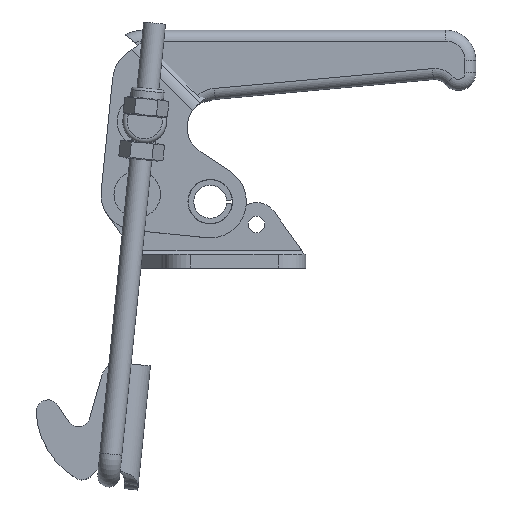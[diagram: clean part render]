
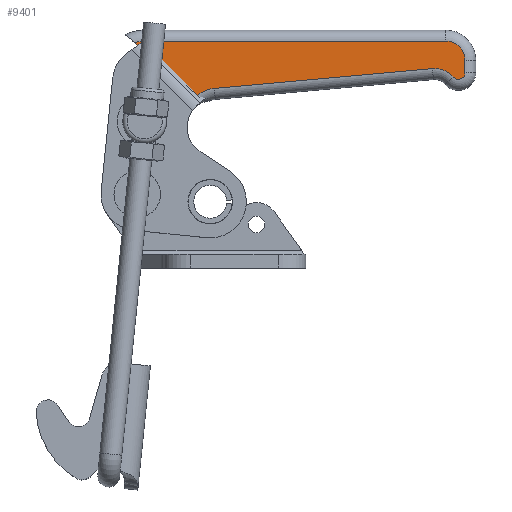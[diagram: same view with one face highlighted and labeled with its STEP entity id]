
A CAD part, top view. The second image highlights one B-rep face of the part: STEP entity #9401.
In plain terms, the highlighted planar face has unit normal (0, 0, 1).
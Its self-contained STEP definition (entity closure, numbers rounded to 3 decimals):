
#1500=LINE('',#15438,#11477);
#1504=LINE('',#15474,#11481);
#1508=LINE('',#15498,#11485);
#1511=LINE('',#15549,#11488);
#2348=VERTEX_POINT('',#15374);
#2349=VERTEX_POINT('',#15376);
#2360=VERTEX_POINT('',#15437);
#2364=VERTEX_POINT('',#15449);
#2368=VERTEX_POINT('',#15461);
#2372=VERTEX_POINT('',#15473);
#2376=VERTEX_POINT('',#15485);
#2380=VERTEX_POINT('',#15497);
#2384=VERTEX_POINT('',#15543);
#2964=CIRCLE('',#10639,5.8);
#2975=CIRCLE('',#10656,4.5);
#2981=CIRCLE('',#10664,1.2);
#2989=CIRCLE('',#10676,3.5);
#2995=CIRCLE('',#10686,6.1);
#4099=EDGE_CURVE('',#2348,#2349,#2964,.T.);
#4114=EDGE_CURVE('',#2360,#2348,#1500,.T.);
#4120=EDGE_CURVE('',#2364,#2360,#2975,.T.);
#4126=EDGE_CURVE('',#2368,#2364,#2981,.T.);
#4132=EDGE_CURVE('',#2372,#2368,#1504,.T.);
#4138=EDGE_CURVE('',#2376,#2372,#2989,.T.);
#4144=EDGE_CURVE('',#2380,#2376,#1508,.T.);
#4150=EDGE_CURVE('',#2384,#2380,#2995,.T.);
#4153=EDGE_CURVE('',#2349,#2384,#1511,.T.);
#6560=ORIENTED_EDGE('',*,*,#4099,.F.);
#6561=ORIENTED_EDGE('',*,*,#4114,.F.);
#6562=ORIENTED_EDGE('',*,*,#4120,.F.);
#6563=ORIENTED_EDGE('',*,*,#4126,.F.);
#6564=ORIENTED_EDGE('',*,*,#4132,.F.);
#6565=ORIENTED_EDGE('',*,*,#4138,.F.);
#6566=ORIENTED_EDGE('',*,*,#4144,.F.);
#6567=ORIENTED_EDGE('',*,*,#4150,.F.);
#6568=ORIENTED_EDGE('',*,*,#4153,.F.);
#7896=EDGE_LOOP('',(#6560,#6561,#6562,#6563,#6564,#6565,#6566,#6567,#6568));
#8710=FACE_BOUND('',#7896,.T.);
#9401=ADVANCED_FACE('',(#8710),#11858,.T.);
#10639=AXIS2_PLACEMENT_3D('',#15375,#18545,#18546);
#10656=AXIS2_PLACEMENT_3D('',#15450,#18582,#18583);
#10664=AXIS2_PLACEMENT_3D('',#15462,#18596,#18597);
#10676=AXIS2_PLACEMENT_3D('',#15486,#18622,#18623);
#10686=AXIS2_PLACEMENT_3D('',#15544,#18644,#18645);
#10689=AXIS2_PLACEMENT_3D('',#15548,#18650,$);
#11477=VECTOR('',#18570,1.);
#11481=VECTOR('',#18610,1.);
#11485=VECTOR('',#18636,1.);
#11488=VECTOR('',#18651,1.);
#11858=PLANE('',#10689);
#15374=CARTESIAN_POINT('',(296.608,184.097,-5.406));
#15375=CARTESIAN_POINT('',(297.133,178.321,-5.406));
#15376=CARTESIAN_POINT('',(293.505,182.847,-5.406));
#15437=CARTESIAN_POINT('',(336.369,187.708,-5.406));
#15438=CARTESIAN_POINT('',(320.297,186.249,-5.406));
#15449=CARTESIAN_POINT('',(340.187,186.163,-5.406));
#15450=CARTESIAN_POINT('',(336.776,183.227,-5.406));
#15461=CARTESIAN_POINT('',(342.296,186.945,-5.406));
#15462=CARTESIAN_POINT('',(341.096,186.945,-5.406));
#15473=CARTESIAN_POINT('',(342.296,189.227,-5.406));
#15474=CARTESIAN_POINT('',(342.296,185.642,-5.406));
#15485=CARTESIAN_POINT('',(338.796,192.727,-5.406));
#15486=CARTESIAN_POINT('',(338.796,189.227,-5.406));
#15497=CARTESIAN_POINT('',(283.885,192.727,-5.406));
#15498=CARTESIAN_POINT('',(294.179,192.727,-5.406));
#15543=CARTESIAN_POINT('',(282.063,192.448,-5.406));
#15544=CARTESIAN_POINT('',(283.885,186.627,-5.406));
#15548=CARTESIAN_POINT('',(304.473,182.058,-5.406));
#15549=CARTESIAN_POINT('',(297.113,179.819,-5.406));
#18545=DIRECTION('',(0.,0.,1.));
#18546=DIRECTION('',(-1.879,5.487,0.));
#18570=DIRECTION('',(-0.996,-0.09,0.));
#18582=DIRECTION('',(0.,0.,1.));
#18583=DIRECTION('',(1.689,4.171,0.));
#18596=DIRECTION('',(0.,0.,-1.));
#18597=DIRECTION('',(0.418,-1.125,0.));
#18610=DIRECTION('',(0.,-1.,0.));
#18622=DIRECTION('',(0.,0.,-1.));
#18623=DIRECTION('',(2.475,2.475,0.));
#18636=DIRECTION('',(1.,0.,0.));
#18644=DIRECTION('',(0.,0.,-1.));
#18645=DIRECTION('',(-1.375,5.943,0.));
#18650=DIRECTION('',(0.,0.,1.));
#18651=DIRECTION('',(-0.766,0.643,0.));
